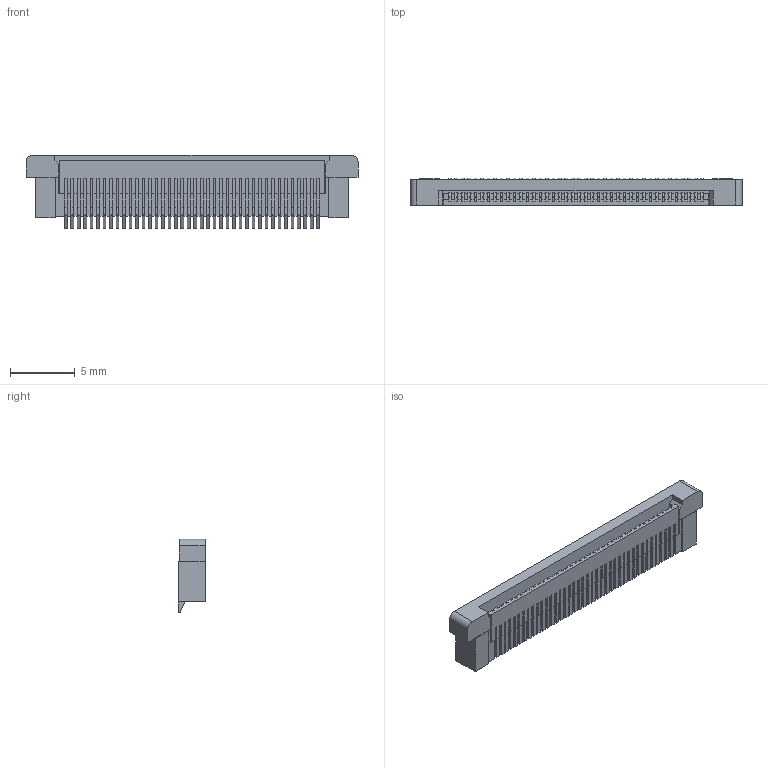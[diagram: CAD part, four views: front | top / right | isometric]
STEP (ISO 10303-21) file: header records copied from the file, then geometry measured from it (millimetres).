
FILE_DESCRIPTION(/* description */ ('STEP AP214'),/* implementation_level */ '2;1');
FILE_NAME(/* name */ 'ZF5S-40-02-T-WT-TR',/* time_stamp */ '2024-08-08T07:58:53+02:00',/* author */ ('License CC BY-ND 4.0'),/* organization */ ('CADENAS'),/* preprocessor_version */ 'ST-DEVELOPER v19.3',/* originating_system */ 'PARTsolutions',/* authorisation */ ' ');
FILE_SCHEMA (('AUTOMOTIVE_DESIGN {1 0 10303 214 3 1 1}'));
Length unit declared in the file: millimetre
Products named in the file (3): ZF5S-40-02-T-WT-TR; ZF5S-40-02-WT_socket; C-297-40-02_pins
Assembly tree (2 placements, depth 2):
  ZF5S-40-02-T-WT-TR
    ZF5S-40-02-WT_socket
    C-297-40-02_pins
Bounding box: 25.65 x 2.14 x 5.67 mm (x, y, z)
Volume: 218.9 mm3; surface area: 1052.4 mm2
Topology: 2 solids, 2 shells, 1293 faces, 3857 edges, 2568 vertices
Faces by surface type: plane 1171, cylinder 122
Entity records: 42811 total; most frequent: CARTESIAN_POINT 7721, ORIENTED_EDGE 7714, DIRECTION 6693, EDGE_CURVE 3857, LINE 3613, VECTOR 3613, VERTEX_POINT 2568, AXIS2_PLACEMENT_3D 1540
